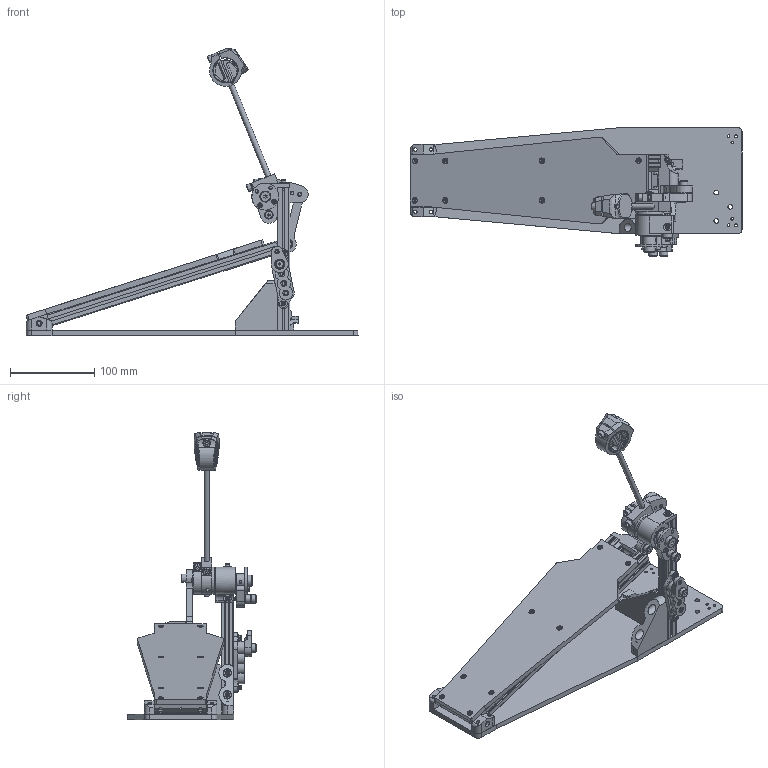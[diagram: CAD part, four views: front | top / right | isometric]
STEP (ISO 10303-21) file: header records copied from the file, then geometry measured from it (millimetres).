
FILE_DESCRIPTION(/* description */ ('STEP AP242','CAx-IF Rec.Pracs.---Representation and Presentation of Product Manufacturing Information (PMI)---4.0---2014-10-13','CAx-IF Rec.Pracs.---3D Tessellated Geometry---0.4---2014-09-14','2;1'),/* implementation_level */ '2;1');
FILE_NAME(/* name */ '6164df04c61dc811f8f0f7e6',/* time_stamp */ '2021-10-12T01:04:07+00:00',/* author */ (''),/* organization */ (''),/* preprocessor_version */ 'ST-DEVELOPER v18.1',/* originating_system */ ' ',/* authorisation */ ' ');
FILE_SCHEMA (('AP242_MANAGED_MODEL_BASED_3D_ENGINEERING_MIM_LF { 1 0 10303 442 1 1 4 }'));
Length unit declared in the file: metre
Products named in the file (53): Main Assembly; DP - Link; Assembly Board <1>; Hex socket head cap screw M3x0.50 x 10; DP - Frame Tube - Floor; Hex socket countersunk head screw M3x0.5 x 10; DP - Link Base; T-Slot Bolt Assembly <1>; Plain washer large grade A M3; Hex nut grade A & B M3x0.5; T-Slot Bolt Assembly <3>; T-Slot Bolt Assembly <2>; DP - Heel Shaft Base; DP - Board; Layout Board <1>; Dowel Pin; HF0608 Needle Bearing; Shoulder Screw; Assembly Shaft <1>; DP - Beater Rotate; DP - Shaft - Beater Holder; Hex socket head cap screw M5x0.80 x 25; DP - Shaft Spring; DP - Shaft Arm; DP - Beater - Shaft; DP - Beater; Layout Shaft <1>; 8mm Motor Flange; Prevailing torque nut M6x1.00; Assembly Frame <1>; DP - Spring Adjust; DP - Shaft Spacer Long; DP - Base; T-Slot Bolt Assembly <7>; DP - Bearing Mount; DP - Shaft Spacer Short; T-Slot Bolt Assembly <4>; DP - Board Tube; T-Slot Bolt Assembly <6>; T-Slot Bolt Assembly <5> ...
Assembly tree (115 placements, depth 4):
  Main Assembly
    DP - Link
    Assembly Board <1>
      Hex socket head cap screw M3x0.50 x 10  x3
      DP - Frame Tube - Floor  x2
      Hex socket countersunk head screw M3x0.5 x 10  x8
      DP - Link Base
      T-Slot Bolt Assembly <1>
        Plain washer large grade A M3
        Hex nut grade A & B M3x0.5
        Hex socket head cap screw M3x0.50 x 10
      T-Slot Bolt Assembly <3>
        Hex socket head cap screw M3x0.50 x 10
        Plain washer large grade A M3
        Hex nut grade A & B M3x0.5
      T-Slot Bolt Assembly <2>
        Plain washer large grade A M3
        Hex socket head cap screw M3x0.50 x 10
        Hex nut grade A & B M3x0.5
      DP - Heel Shaft Base
      DP - Board
      Layout Board <1>
        Dowel Pin
        HF0608 Needle Bearing
        Shoulder Screw
    Assembly Shaft <1>
      DP - Beater Rotate  x2
      DP - Shaft - Beater Holder
      Hex socket head cap screw M5x0.80 x 25  x3
      DP - Shaft Spring
      DP - Shaft Arm
      Hex socket countersunk head screw M3x0.5 x 10  x3
      DP - Beater - Shaft
      Hex socket head cap screw M3x0.50 x 10  x2
      DP - Beater
      Layout Shaft <1>
        Shoulder Screw
        8mm Motor Flange  x2
        HF0608 Needle Bearing  x2
        Shoulder Screw  x2
        Prevailing torque nut M6x1.00
    Assembly Frame <1>
      DP - Spring Adjust
      DP - Shaft Spacer Long
      Hex socket countersunk head screw M3x0.5 x 10  x2
      DP - Spring Adjust
      Hex nut grade A & B M3x0.5  x2
      DP - Base
      T-Slot Bolt Assembly <7>
        Hex socket head cap screw M3x0.50 x 10
        Hex nut grade A & B M3x0.5
        Plain washer large grade A M3
      DP - Bearing Mount
      DP - Shaft Spacer Short
      T-Slot Bolt Assembly <4>
        Hex socket head cap screw M3x0.50 x 10
        Plain washer large grade A M3
        Hex nut grade A & B M3x0.5
      DP - Board Tube
      T-Slot Bolt Assembly <6>
Bounding box: 394.35 x 153 x 340.99 mm (x, y, z)
Volume: 737948.2 mm3; surface area: 352002.5 mm2
Topology: 98 solids, 98 shells, 2558 faces, 6326 edges, 4022 vertices
Faces by surface type: plane 1072, cylinder 849, cone 350, bspline 190, torus 97
Full cylindrical faces by diameter (mm): 2.459 x13, 2.5 x11, 2.75 x11, 3 x29, 3.174 x6, 3.2 x1, 3.3 x4, 3.4 x21, 3.5 x3, 3.571 x4, 4 x8, 4.039 x4, 4.139 x4, 4.167 x8, 4.2 x3, 4.286 x1, 4.3 x1, 4.5 x2, 4.917 x1, 5 x8, 5.5 x29, 5.54 x13, 6 x16, 6.35 x2, 6.5 x2, 7 x11, 8 x6, 8.5 x3, 8.6 x3, 9 x11
Entity records: 44043 total; most frequent: CARTESIAN_POINT 9758, DIRECTION 6964, ORIENTED_EDGE 6574, EDGE_CURVE 3287, AXIS2_PLACEMENT_3D 2771, VERTEX_POINT 2295, FACE_BOUND 1798, EDGE_LOOP 1789
